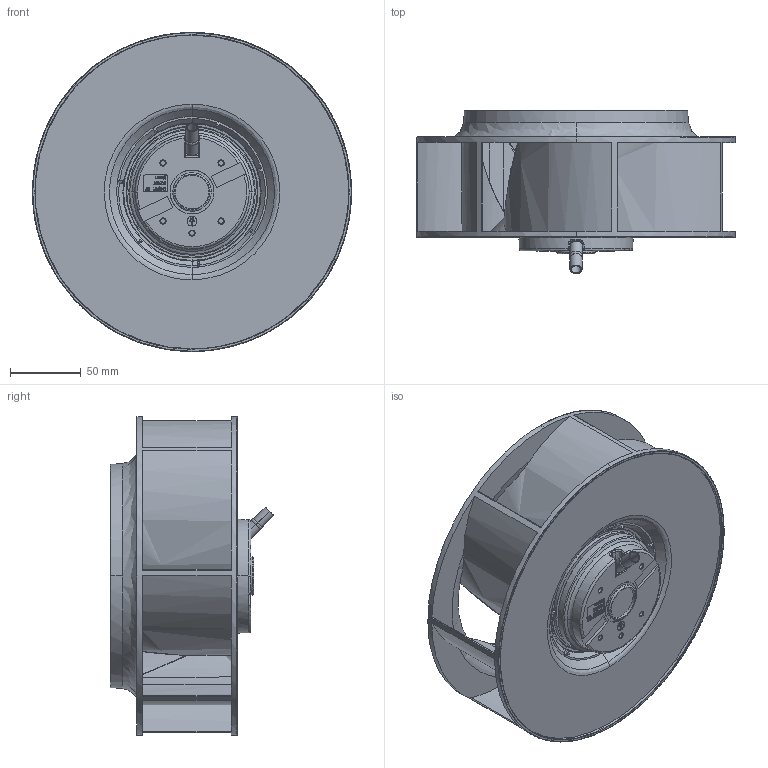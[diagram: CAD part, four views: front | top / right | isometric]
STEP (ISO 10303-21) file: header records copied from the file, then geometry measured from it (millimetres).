
FILE_DESCRIPTION (( 'STEP AP203' ), '1' );
FILE_NAME ('OAB22599_m2.stp', '2022-03-30T13:53:03', ( '' ), ( '' ), 'SwSTEP 2.0', 'SolidWorks 2018', '' );
FILE_SCHEMA (( 'CONFIG_CONTROL_DESIGN' ));
Length unit declared in the file: millimetre
Products named in the file (1): OAB22599_m2
Bounding box: 224.97 x 115.09 x 225 mm (x, y, z)
Volume: 708530.9 mm3; surface area: 272472.9 mm2
Topology: 1 solids, 1 shells, 918 faces, 2359 edges, 1507 vertices
Faces by surface type: bspline 542, plane 364, torus 12
Entity records: 56022 total; most frequent: CARTESIAN_POINT 39314, ORIENTED_EDGE 4714, EDGE_CURVE 2357, VERTEX_POINT 1507, DIRECTION 1487, B_SPLINE_CURVE_WITH_KNOTS 1385, EDGE_LOOP 998, FACE_OUTER_BOUND 918
